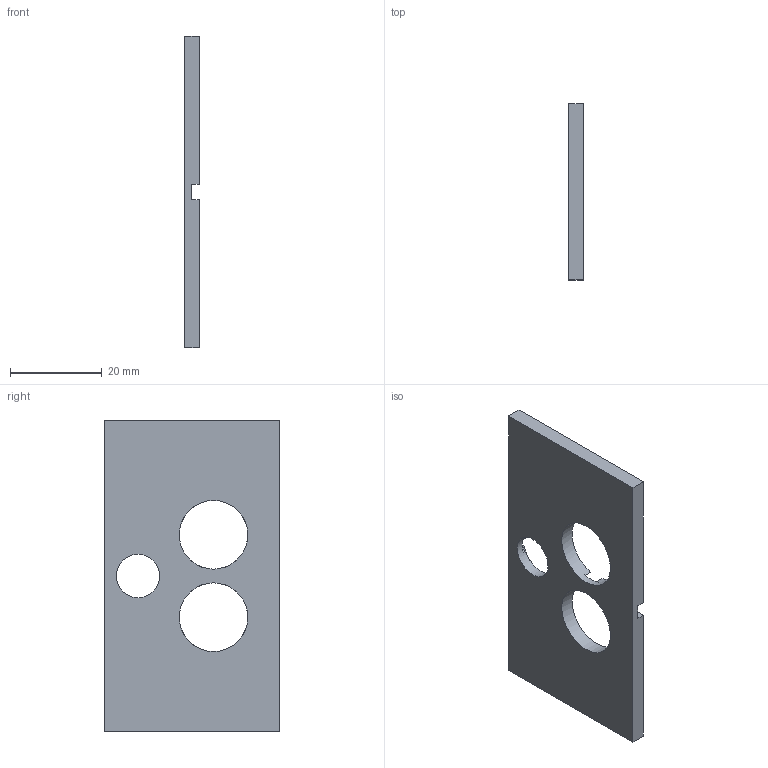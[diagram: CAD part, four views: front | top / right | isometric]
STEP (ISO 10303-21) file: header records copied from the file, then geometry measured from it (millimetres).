
FILE_DESCRIPTION(/* description */ (''),/* implementation_level */ '2;1');
FILE_NAME(/* name */ 'Guillotine Wall.step',/* time_stamp */ '2020-03-24T18:30:59+01:00',/* author */ (''),/* organization */ (''),/* preprocessor_version */ 'ST-DEVELOPER v18',/* originating_system */ 'Autodesk Translation Framework v8.12.0.6',/* authorisation */ '');
FILE_SCHEMA (('AUTOMOTIVE_DESIGN { 1 0 10303 214 3 1 1 }'));
Length unit declared in the file: millimetre
Products named in the file (1): Guillotine Wall
Bounding box: 3.2 x 38.4 x 68 mm (x, y, z)
Volume: 6797.8 mm3; surface area: 5508 mm2
Topology: 1 solids, 1 shells, 22 faces, 69 edges, 46 vertices
Faces by surface type: plane 17, cylinder 5
Full cylindrical faces by diameter (mm): 9.5 x1, 15 x2
Entity records: 816 total; most frequent: ORIENTED_EDGE 138, CARTESIAN_POINT 138, DIRECTION 133, EDGE_CURVE 69, LINE 51, VECTOR 51, VERTEX_POINT 46, AXIS2_PLACEMENT_3D 41
